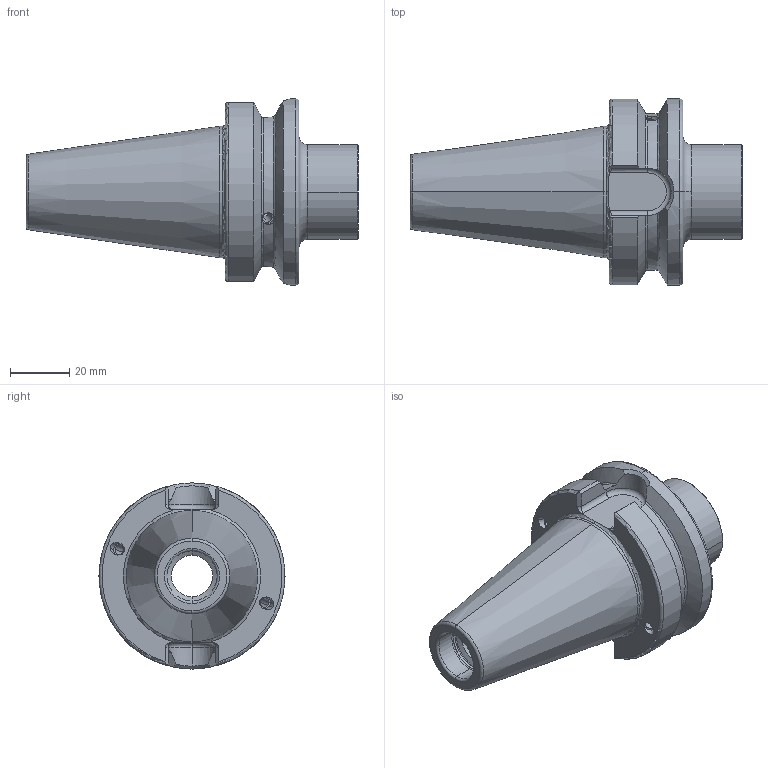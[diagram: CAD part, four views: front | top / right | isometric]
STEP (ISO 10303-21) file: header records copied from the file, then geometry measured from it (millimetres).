
FILE_DESCRIPTION (( 'STEP AP203' ), '1' );
FILE_NAME ('100.412.321C.STEP', '2018-03-12T13:24:49', ( 'SWIAdmin' ), ( 'Hewlett-Packard Company' ), 'SwSTEP 2.0', 'SolidWorks 2017', '' );
FILE_SCHEMA (( 'CONFIG_CONTROL_DESIGN' ));
Length unit declared in the file: millimetre
Products named in the file (1): 100.412.321C
Bounding box: 112.4 x 63 x 63 mm (x, y, z)
Volume: 129908.1 mm3; surface area: 25743.4 mm2
Topology: 1 solids, 1 shells, 139 faces, 345 edges, 203 vertices
Faces by surface type: cylinder 57, cone 32, torus 27, plane 21, bspline 2
Entity records: 4586 total; most frequent: CARTESIAN_POINT 1345, ORIENTED_EDGE 682, DIRECTION 659, EDGE_CURVE 341, AXIS2_PLACEMENT_3D 271, VERTEX_POINT 203, EDGE_LOOP 148, FACE_OUTER_BOUND 139
